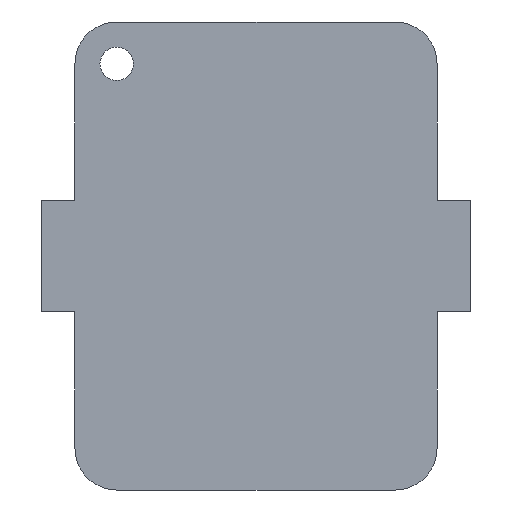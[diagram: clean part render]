
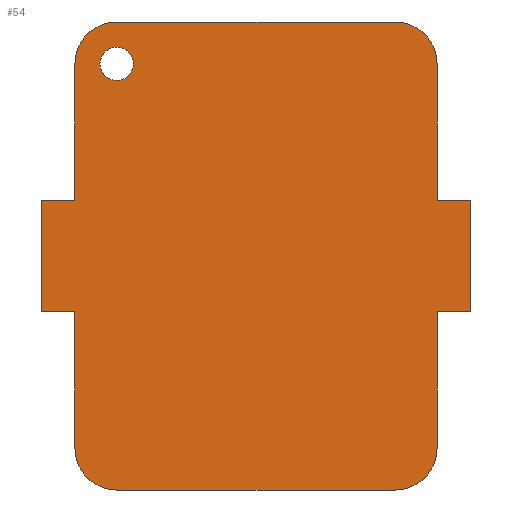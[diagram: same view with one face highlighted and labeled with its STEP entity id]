
A CAD part, front view. The second image highlights one B-rep face of the part: STEP entity #54.
In plain terms, the highlighted planar face has unit normal (0, -1, 0).
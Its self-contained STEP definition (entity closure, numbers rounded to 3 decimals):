
#1 = DIRECTION ( 'NONE',  ( 0., 0., -1. ) ) ;
#5 = LINE ( 'NONE', #502, #247 ) ;
#29 = ORIENTED_EDGE ( 'NONE', *, *, #692, .T. ) ;
#36 = CARTESIAN_POINT ( 'NONE',  ( -25., 0., 34.5 ) ) ;
#39 = VECTOR ( 'NONE', #1039, 1000. ) ;
#42 = VERTEX_POINT ( 'NONE', #1124 ) ;
#47 = VERTEX_POINT ( 'NONE', #606 ) ;
#54 = ADVANCED_FACE ( 'NONE', ( #760, #97 ), #176, .T. ) ;
#60 = LINE ( 'NONE', #351, #734 ) ;
#62 = CARTESIAN_POINT ( 'NONE',  ( -25., 0., 34.5 ) ) ;
#78 = CARTESIAN_POINT ( 'NONE',  ( 0., 0., 10. ) ) ;
#94 = LINE ( 'NONE', #708, #934 ) ;
#95 = CARTESIAN_POINT ( 'NONE',  ( 0., 0., -10. ) ) ;
#97 = FACE_OUTER_BOUND ( 'NONE', #1115, .T. ) ;
#101 = VECTOR ( 'NONE', #758, 1000. ) ;
#113 = AXIS2_PLACEMENT_3D ( 'NONE', #994, #821, #916 ) ;
#119 = DIRECTION ( 'NONE',  ( 0., 1., 0. ) ) ;
#120 = CIRCLE ( 'NONE', #751, 7.5 ) ;
#122 = EDGE_CURVE ( 'NONE', #974, #565, #936, .T. ) ;
#123 = VERTEX_POINT ( 'NONE', #426 ) ;
#144 = CIRCLE ( 'NONE', #307, 7.5 ) ;
#151 = LINE ( 'NONE', #1114, #229 ) ;
#155 = EDGE_CURVE ( 'NONE', #790, #355, #5, .T. ) ;
#159 = DIRECTION ( 'NONE',  ( 0., 0., -1. ) ) ;
#162 = DIRECTION ( 'NONE',  ( 0., 1., 0. ) ) ;
#176 = PLANE ( 'NONE',  #187 ) ;
#177 = CARTESIAN_POINT ( 'NONE',  ( 25., 0., -42. ) ) ;
#178 = ORIENTED_EDGE ( 'NONE', *, *, #759, .F. ) ;
#181 = CARTESIAN_POINT ( 'NONE',  ( 32.5, 0., -10. ) ) ;
#185 = DIRECTION ( 'NONE',  ( 0., 0., -1. ) ) ;
#187 = AXIS2_PLACEMENT_3D ( 'NONE', #446, #863, #185 ) ;
#203 = CARTESIAN_POINT ( 'NONE',  ( -25., 0., 37.5 ) ) ;
#214 = DIRECTION ( 'NONE',  ( 0., 0., 1. ) ) ;
#229 = VECTOR ( 'NONE', #428, 1000. ) ;
#239 = CARTESIAN_POINT ( 'NONE',  ( -38.5, 0., 10. ) ) ;
#242 = ORIENTED_EDGE ( 'NONE', *, *, #904, .F. ) ;
#247 = VECTOR ( 'NONE', #682, 1000. ) ;
#251 = VECTOR ( 'NONE', #1127, 1000. ) ;
#258 = DIRECTION ( 'NONE',  ( 1., 0., 0. ) ) ;
#271 = VERTEX_POINT ( 'NONE', #887 ) ;
#277 = VERTEX_POINT ( 'NONE', #203 ) ;
#305 = EDGE_LOOP ( 'NONE', ( #820, #1079 ) ) ;
#307 = AXIS2_PLACEMENT_3D ( 'NONE', #356, #784, #1 ) ;
#326 = VERTEX_POINT ( 'NONE', #181 ) ;
#351 = CARTESIAN_POINT ( 'NONE',  ( -25., 0., -42. ) ) ;
#352 = CIRCLE ( 'NONE', #910, 3. ) ;
#355 = VERTEX_POINT ( 'NONE', #514 ) ;
#356 = CARTESIAN_POINT ( 'NONE',  ( -25., 0., -34.5 ) ) ;
#362 = LINE ( 'NONE', #458, #798 ) ;
#365 = ORIENTED_EDGE ( 'NONE', *, *, #536, .F. ) ;
#375 = EDGE_CURVE ( 'NONE', #326, #123, #879, .T. ) ;
#377 = DIRECTION ( 'NONE',  ( 0., 0., 1. ) ) ;
#385 = VERTEX_POINT ( 'NONE', #794 ) ;
#392 = ORIENTED_EDGE ( 'NONE', *, *, #731, .T. ) ;
#407 = CARTESIAN_POINT ( 'NONE',  ( 0., 0., -10. ) ) ;
#408 = VECTOR ( 'NONE', #377, 1000. ) ;
#414 = ORIENTED_EDGE ( 'NONE', *, *, #932, .F. ) ;
#426 = CARTESIAN_POINT ( 'NONE',  ( 38.5, 0., -10. ) ) ;
#428 = DIRECTION ( 'NONE',  ( 0., 0., -1. ) ) ;
#439 = CARTESIAN_POINT ( 'NONE',  ( 25., 0., -34.5 ) ) ;
#443 = CARTESIAN_POINT ( 'NONE',  ( -32.5, 0., -34.5 ) ) ;
#446 = CARTESIAN_POINT ( 'NONE',  ( -25., 0., -34.5 ) ) ;
#453 = EDGE_CURVE ( 'NONE', #795, #277, #1099, .T. ) ;
#454 = ORIENTED_EDGE ( 'NONE', *, *, #991, .F. ) ;
#458 = CARTESIAN_POINT ( 'NONE',  ( 38.5, 0., 0. ) ) ;
#467 = EDGE_CURVE ( 'NONE', #683, #47, #596, .T. ) ;
#471 = CARTESIAN_POINT ( 'NONE',  ( -32.5, 0., 34.5 ) ) ;
#496 = DIRECTION ( 'NONE',  ( 0., 0., -1. ) ) ;
#502 = CARTESIAN_POINT ( 'NONE',  ( 0., 0., 10. ) ) ;
#510 = CARTESIAN_POINT ( 'NONE',  ( 32.5, 0., -34.5 ) ) ;
#512 = ORIENTED_EDGE ( 'NONE', *, *, #1013, .F. ) ;
#513 = LINE ( 'NONE', #860, #1000 ) ;
#514 = CARTESIAN_POINT ( 'NONE',  ( 38.5, 0., 10. ) ) ;
#518 = DIRECTION ( 'NONE',  ( -1., 0., 0. ) ) ;
#530 = CARTESIAN_POINT ( 'NONE',  ( -25., 0., 34.5 ) ) ;
#536 = EDGE_CURVE ( 'NONE', #565, #872, #721, .T. ) ;
#553 = AXIS2_PLACEMENT_3D ( 'NONE', #36, #119, #214 ) ;
#565 = VERTEX_POINT ( 'NONE', #999 ) ;
#584 = DIRECTION ( 'NONE',  ( 0., 0., 1. ) ) ;
#596 = CIRCLE ( 'NONE', #113, 7.5 ) ;
#606 = CARTESIAN_POINT ( 'NONE',  ( 32.5, 0., 34.5 ) ) ;
#627 = DIRECTION ( 'NONE',  ( 0., 0., -1. ) ) ;
#628 = AXIS2_PLACEMENT_3D ( 'NONE', #439, #933, #159 ) ;
#661 = ORIENTED_EDGE ( 'NONE', *, *, #1074, .F. ) ;
#669 = CARTESIAN_POINT ( 'NONE',  ( -32.5, 0., 34.5 ) ) ;
#682 = DIRECTION ( 'NONE',  ( 1., 0., 0. ) ) ;
#683 = VERTEX_POINT ( 'NONE', #945 ) ;
#692 = EDGE_CURVE ( 'NONE', #42, #920, #779, .T. ) ;
#697 = VERTEX_POINT ( 'NONE', #177 ) ;
#698 = ORIENTED_EDGE ( 'NONE', *, *, #155, .F. ) ;
#703 = DIRECTION ( 'NONE',  ( 0., 0., -1. ) ) ;
#708 = CARTESIAN_POINT ( 'NONE',  ( -25., 0., 42. ) ) ;
#721 = LINE ( 'NONE', #471, #408 ) ;
#731 = EDGE_CURVE ( 'NONE', #974, #42, #1022, .T. ) ;
#734 = VECTOR ( 'NONE', #518, 1000. ) ;
#736 = ORIENTED_EDGE ( 'NONE', *, *, #816, .F. ) ;
#751 = AXIS2_PLACEMENT_3D ( 'NONE', #530, #1051, #627 ) ;
#756 = VECTOR ( 'NONE', #703, 1000. ) ;
#758 = DIRECTION ( 'NONE',  ( 0., 0., 1. ) ) ;
#759 = EDGE_CURVE ( 'NONE', #772, #697, #1084, .T. ) ;
#760 = FACE_BOUND ( 'NONE', #305, .T. ) ;
#770 = CARTESIAN_POINT ( 'NONE',  ( -38.5, 0., 0. ) ) ;
#772 = VERTEX_POINT ( 'NONE', #510 ) ;
#779 = LINE ( 'NONE', #407, #39 ) ;
#784 = DIRECTION ( 'NONE',  ( 0., 1., 0. ) ) ;
#790 = VERTEX_POINT ( 'NONE', #1047 ) ;
#794 = CARTESIAN_POINT ( 'NONE',  ( -25., 0., -42. ) ) ;
#795 = VERTEX_POINT ( 'NONE', #937 ) ;
#798 = VECTOR ( 'NONE', #1068, 1000. ) ;
#803 = ORIENTED_EDGE ( 'NONE', *, *, #375, .T. ) ;
#816 = EDGE_CURVE ( 'NONE', #697, #385, #60, .T. ) ;
#818 = ORIENTED_EDGE ( 'NONE', *, *, #823, .F. ) ;
#820 = ORIENTED_EDGE ( 'NONE', *, *, #901, .T. ) ;
#821 = DIRECTION ( 'NONE',  ( 0., 1., 0. ) ) ;
#823 = EDGE_CURVE ( 'NONE', #326, #772, #151, .T. ) ;
#843 = CARTESIAN_POINT ( 'NONE',  ( -32.5, 0., 34.5 ) ) ;
#855 = VECTOR ( 'NONE', #1056, 1000. ) ;
#860 = CARTESIAN_POINT ( 'NONE',  ( 32.5, 0., 34.5 ) ) ;
#863 = DIRECTION ( 'NONE',  ( 0., -1., 0. ) ) ;
#866 = ORIENTED_EDGE ( 'NONE', *, *, #987, .F. ) ;
#872 = VERTEX_POINT ( 'NONE', #843 ) ;
#879 = LINE ( 'NONE', #95, #251 ) ;
#887 = CARTESIAN_POINT ( 'NONE',  ( -25., 0., 42. ) ) ;
#901 = EDGE_CURVE ( 'NONE', #277, #795, #352, .T. ) ;
#904 = EDGE_CURVE ( 'NONE', #47, #790, #513, .T. ) ;
#906 = ORIENTED_EDGE ( 'NONE', *, *, #122, .F. ) ;
#910 = AXIS2_PLACEMENT_3D ( 'NONE', #62, #162, #584 ) ;
#916 = DIRECTION ( 'NONE',  ( 0., 0., 1. ) ) ;
#920 = VERTEX_POINT ( 'NONE', #1125 ) ;
#932 = EDGE_CURVE ( 'NONE', #996, #920, #1108, .T. ) ;
#933 = DIRECTION ( 'NONE',  ( 0., 1., 0. ) ) ;
#934 = VECTOR ( 'NONE', #258, 1000. ) ;
#936 = LINE ( 'NONE', #78, #855 ) ;
#937 = CARTESIAN_POINT ( 'NONE',  ( -25., 0., 31.5 ) ) ;
#945 = CARTESIAN_POINT ( 'NONE',  ( 25., 0., 42. ) ) ;
#961 = ORIENTED_EDGE ( 'NONE', *, *, #467, .F. ) ;
#974 = VERTEX_POINT ( 'NONE', #239 ) ;
#987 = EDGE_CURVE ( 'NONE', #385, #996, #144, .T. ) ;
#991 = EDGE_CURVE ( 'NONE', #271, #683, #94, .T. ) ;
#994 = CARTESIAN_POINT ( 'NONE',  ( 25., 0., 34.5 ) ) ;
#996 = VERTEX_POINT ( 'NONE', #443 ) ;
#999 = CARTESIAN_POINT ( 'NONE',  ( -32.5, 0., 10. ) ) ;
#1000 = VECTOR ( 'NONE', #496, 1000. ) ;
#1013 = EDGE_CURVE ( 'NONE', #872, #271, #120, .T. ) ;
#1022 = LINE ( 'NONE', #770, #756 ) ;
#1039 = DIRECTION ( 'NONE',  ( 1., 0., 0. ) ) ;
#1047 = CARTESIAN_POINT ( 'NONE',  ( 32.5, 0., 10. ) ) ;
#1051 = DIRECTION ( 'NONE',  ( 0., 1., 0. ) ) ;
#1056 = DIRECTION ( 'NONE',  ( 1., 0., 0. ) ) ;
#1068 = DIRECTION ( 'NONE',  ( 0., 0., -1. ) ) ;
#1074 = EDGE_CURVE ( 'NONE', #355, #123, #362, .T. ) ;
#1079 = ORIENTED_EDGE ( 'NONE', *, *, #453, .T. ) ;
#1084 = CIRCLE ( 'NONE', #628, 7.5 ) ;
#1099 = CIRCLE ( 'NONE', #553, 3. ) ;
#1108 = LINE ( 'NONE', #669, #101 ) ;
#1114 = CARTESIAN_POINT ( 'NONE',  ( 32.5, 0., 34.5 ) ) ;
#1115 = EDGE_LOOP ( 'NONE', ( #866, #736, #178, #818, #803, #661, #698, #242, #961, #454, #512, #365, #906, #392, #29, #414 ) ) ;
#1124 = CARTESIAN_POINT ( 'NONE',  ( -38.5, 0., -10. ) ) ;
#1125 = CARTESIAN_POINT ( 'NONE',  ( -32.5, 0., -10. ) ) ;
#1127 = DIRECTION ( 'NONE',  ( 1., 0., 0. ) ) ;
